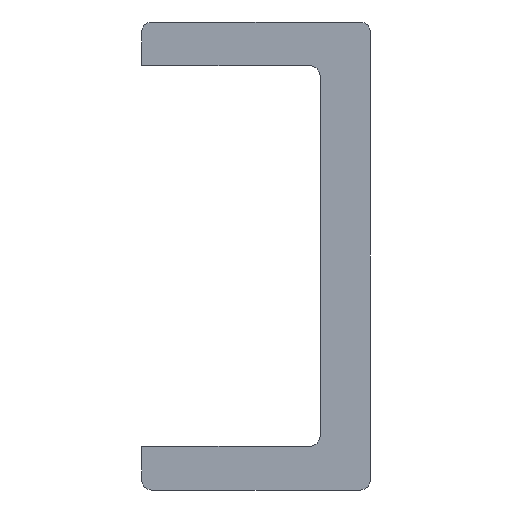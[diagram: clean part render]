
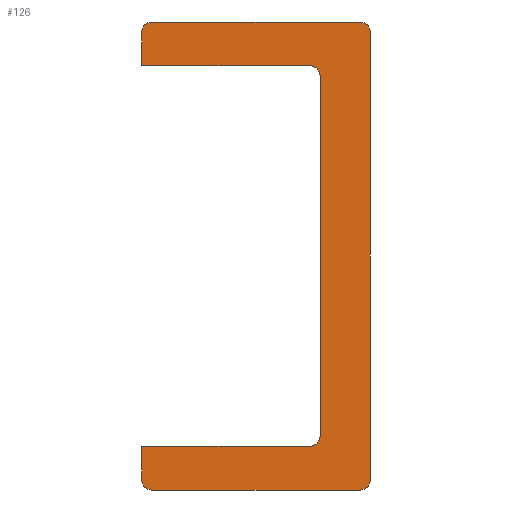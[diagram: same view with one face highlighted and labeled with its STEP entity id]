
A CAD part, front view. The second image highlights one B-rep face of the part: STEP entity #126.
In plain terms, the highlighted planar face has unit normal (0, -1, 0).
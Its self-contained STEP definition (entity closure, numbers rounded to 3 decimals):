
#126 = ADVANCED_FACE( '', ( #276 ), #277, .F. );
#276 = FACE_OUTER_BOUND( '', #461, .T. );
#277 = PLANE( '', #462 );
#461 = EDGE_LOOP( '', ( #743, #744, #745, #746, #747, #748, #749, #750, #751, #752, #753, #754, #755, #756 ) );
#462 = AXIS2_PLACEMENT_3D( '', #757, #758, #759 );
#743 = ORIENTED_EDGE( '', *, *, #959, .F. );
#744 = ORIENTED_EDGE( '', *, *, #911, .T. );
#745 = ORIENTED_EDGE( '', *, *, #960, .F. );
#746 = ORIENTED_EDGE( '', *, *, #888, .T. );
#747 = ORIENTED_EDGE( '', *, *, #901, .F. );
#748 = ORIENTED_EDGE( '', *, *, #961, .F. );
#749 = ORIENTED_EDGE( '', *, *, #920, .F. );
#750 = ORIENTED_EDGE( '', *, *, #962, .F. );
#751 = ORIENTED_EDGE( '', *, *, #894, .F. );
#752 = ORIENTED_EDGE( '', *, *, #946, .F. );
#753 = ORIENTED_EDGE( '', *, *, #931, .F. );
#754 = ORIENTED_EDGE( '', *, *, #928, .T. );
#755 = ORIENTED_EDGE( '', *, *, #957, .F. );
#756 = ORIENTED_EDGE( '', *, *, #915, .T. );
#757 = CARTESIAN_POINT( '', ( -10.5, 0., 21.5 ) );
#758 = DIRECTION( '', ( 0., 1., 0. ) );
#759 = DIRECTION( '', ( 0., 0., 1. ) );
#888 = EDGE_CURVE( '', #1033, #1031, #1034, .F. );
#894 = EDGE_CURVE( '', #1042, #1043, #1044, .T. );
#901 = EDGE_CURVE( '', #1053, #1031, #1054, .T. );
#911 = EDGE_CURVE( '', #1069, #1067, #1070, .F. );
#915 = EDGE_CURVE( '', #1075, #1073, #1076, .F. );
#920 = EDGE_CURVE( '', #1082, #1083, #1084, .T. );
#928 = EDGE_CURVE( '', #1095, #1093, #1096, .F. );
#931 = EDGE_CURVE( '', #1095, #1099, #1100, .T. );
#946 = EDGE_CURVE( '', #1099, #1042, #1122, .T. );
#957 = EDGE_CURVE( '', #1075, #1093, #1138, .T. );
#959 = EDGE_CURVE( '', #1069, #1073, #1140, .T. );
#960 = EDGE_CURVE( '', #1033, #1067, #1141, .T. );
#961 = EDGE_CURVE( '', #1083, #1053, #1142, .T. );
#962 = EDGE_CURVE( '', #1043, #1082, #1143, .T. );
#1031 = VERTEX_POINT( '', #1229 );
#1033 = VERTEX_POINT( '', #1232 );
#1034 = CIRCLE( '', #1233, 0.9 );
#1042 = VERTEX_POINT( '', #1242 );
#1043 = VERTEX_POINT( '', #1243 );
#1044 = CIRCLE( '', #1244, 1. );
#1053 = VERTEX_POINT( '', #1255 );
#1054 = LINE( '', #1256, #1257 );
#1067 = VERTEX_POINT( '', #1271 );
#1069 = VERTEX_POINT( '', #1274 );
#1070 = CIRCLE( '', #1275, 0.9 );
#1073 = VERTEX_POINT( '', #1279 );
#1075 = VERTEX_POINT( '', #1282 );
#1076 = CIRCLE( '', #1283, 0.9 );
#1082 = VERTEX_POINT( '', #1290 );
#1083 = VERTEX_POINT( '', #1291 );
#1084 = CIRCLE( '', #1292, 1. );
#1093 = VERTEX_POINT( '', #1303 );
#1095 = VERTEX_POINT( '', #1306 );
#1096 = CIRCLE( '', #1307, 0.9 );
#1099 = VERTEX_POINT( '', #1311 );
#1100 = LINE( '', #1312, #1313 );
#1122 = LINE( '', #1336, #1337 );
#1138 = LINE( '', #1353, #1354 );
#1140 = LINE( '', #1356, #1357 );
#1141 = LINE( '', #1358, #1359 );
#1142 = LINE( '', #1360, #1361 );
#1143 = LINE( '', #1362, #1363 );
#1229 = CARTESIAN_POINT( '', ( -10.5, 0., 20.6 ) );
#1232 = CARTESIAN_POINT( '', ( -9.6, 0., 21.5 ) );
#1233 = AXIS2_PLACEMENT_3D( '', #1441, #1442, #1443 );
#1242 = CARTESIAN_POINT( '', ( 4.9, 0., -17.5 ) );
#1243 = CARTESIAN_POINT( '', ( 5.9, 0., -16.5 ) );
#1244 = AXIS2_PLACEMENT_3D( '', #1451, #1452, #1453 );
#1255 = CARTESIAN_POINT( '', ( -10.5, 0., 17.5 ) );
#1256 = CARTESIAN_POINT( '', ( -10.5, 0., -21.5 ) );
#1257 = VECTOR( '', #1462, 1000. );
#1271 = CARTESIAN_POINT( '', ( 9.6, 0., 21.5 ) );
#1274 = CARTESIAN_POINT( '', ( 10.5, 0., 20.6 ) );
#1275 = AXIS2_PLACEMENT_3D( '', #1477, #1478, #1479 );
#1279 = CARTESIAN_POINT( '', ( 10.5, 0., -20.6 ) );
#1282 = CARTESIAN_POINT( '', ( 9.6, 0., -21.5 ) );
#1283 = AXIS2_PLACEMENT_3D( '', #1482, #1483, #1484 );
#1290 = CARTESIAN_POINT( '', ( 5.9, 0., 16.5 ) );
#1291 = CARTESIAN_POINT( '', ( 4.9, 0., 17.5 ) );
#1292 = AXIS2_PLACEMENT_3D( '', #1489, #1490, #1491 );
#1303 = CARTESIAN_POINT( '', ( -9.6, 0., -21.5 ) );
#1306 = CARTESIAN_POINT( '', ( -10.5, 0., -20.6 ) );
#1307 = AXIS2_PLACEMENT_3D( '', #1501, #1502, #1503 );
#1311 = CARTESIAN_POINT( '', ( -10.5, 0., -17.5 ) );
#1312 = CARTESIAN_POINT( '', ( -10.5, 0., -21.5 ) );
#1313 = VECTOR( '', #1505, 1000. );
#1336 = CARTESIAN_POINT( '', ( 4.9, 0., -17.5 ) );
#1337 = VECTOR( '', #1528, 1000. );
#1353 = CARTESIAN_POINT( '', ( 10.5, 0., -21.5 ) );
#1354 = VECTOR( '', #1544, 1000. );
#1356 = CARTESIAN_POINT( '', ( 10.5, 0., 21.5 ) );
#1357 = VECTOR( '', #1545, 1000. );
#1358 = CARTESIAN_POINT( '', ( -10.5, 0., 21.5 ) );
#1359 = VECTOR( '', #1546, 1000. );
#1360 = CARTESIAN_POINT( '', ( 4.9, 0., 17.5 ) );
#1361 = VECTOR( '', #1547, 1000. );
#1362 = CARTESIAN_POINT( '', ( 5.9, 0., 16.5 ) );
#1363 = VECTOR( '', #1548, 1000. );
#1441 = CARTESIAN_POINT( '', ( -9.6, 0., 20.6 ) );
#1442 = DIRECTION( '', ( 0., 1., 0. ) );
#1443 = DIRECTION( '', ( 0., 0., 1. ) );
#1451 = CARTESIAN_POINT( '', ( 4.9, 0., -16.5 ) );
#1452 = DIRECTION( '', ( 0., -1., 0. ) );
#1453 = DIRECTION( '', ( -1., 0., 0. ) );
#1462 = DIRECTION( '', ( 0., 0., 1. ) );
#1477 = CARTESIAN_POINT( '', ( 9.6, 0., 20.6 ) );
#1478 = DIRECTION( '', ( 0., 1., 0. ) );
#1479 = DIRECTION( '', ( 0., 0., 1. ) );
#1482 = CARTESIAN_POINT( '', ( 9.6, 0., -20.6 ) );
#1483 = DIRECTION( '', ( 0., 1., 0. ) );
#1484 = DIRECTION( '', ( 0., 0., 1. ) );
#1489 = CARTESIAN_POINT( '', ( 4.9, 0., 16.5 ) );
#1490 = DIRECTION( '', ( 0., -1., 0. ) );
#1491 = DIRECTION( '', ( -1., 0., 0. ) );
#1501 = CARTESIAN_POINT( '', ( -9.6, 0., -20.6 ) );
#1502 = DIRECTION( '', ( 0., 1., 0. ) );
#1503 = DIRECTION( '', ( 0., 0., 1. ) );
#1505 = DIRECTION( '', ( 0., 0., 1. ) );
#1528 = DIRECTION( '', ( 1., 0., 0. ) );
#1544 = DIRECTION( '', ( -1., 0., 0. ) );
#1545 = DIRECTION( '', ( 0., 0., -1. ) );
#1546 = DIRECTION( '', ( 1., 0., 0. ) );
#1547 = DIRECTION( '', ( -1., 0., 0. ) );
#1548 = DIRECTION( '', ( 0., 0., 1. ) );
